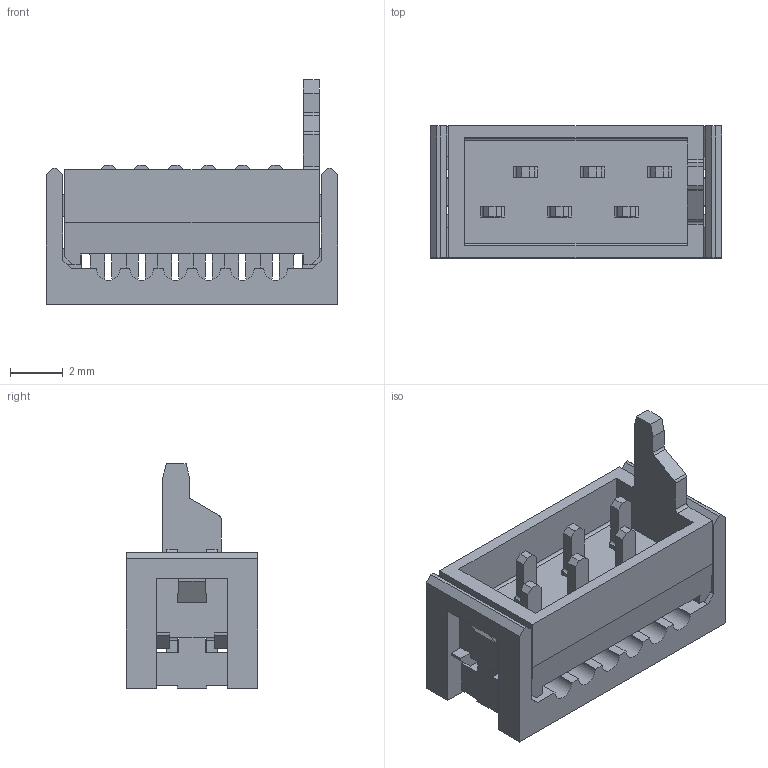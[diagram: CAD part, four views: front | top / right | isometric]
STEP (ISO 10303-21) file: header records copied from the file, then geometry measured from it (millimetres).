
FILE_DESCRIPTION(/* description */ ('Unknown'),/* implementation_level */ '2;1');
FILE_NAME(/* name */ '690157000672',/* time_stamp */ '2017-03-30T17:35:07+02:00',/* author */ ('Unknown'),/* organization */ ('Unknown'),/* preprocessor_version */ 'ST-DEVELOPER v16.7',/* originating_system */ 'DEX',/* authorisation */ $);
FILE_SCHEMA (('AUTOMOTIVE_DESIGN {1 0 10303 214 3 1 1}'));
Length unit declared in the file: millimetre
Products named in the file (4): 69015700xx72; 690157000672; 690157000672_Cover; 69015700xx72_Pin
Assembly tree (8 placements, depth 2):
  69015700xx72
    690157000672
    690157000672_Cover
    69015700xx72_Pin  x6
Bounding box: 11.05 x 5 x 8.5 mm (x, y, z)
Volume: 165.8 mm3; surface area: 631.4 mm2
Topology: 8 solids, 8 shells, 420 faces, 1254 edges, 836 vertices
Faces by surface type: plane 312, cylinder 108
Entity records: 8372 total; most frequent: CARTESIAN_POINT 1489, ORIENTED_EDGE 1488, DIRECTION 1308, EDGE_CURVE 744, LINE 678, VECTOR 678, VERTEX_POINT 496, AXIS2_PLACEMENT_3D 315
